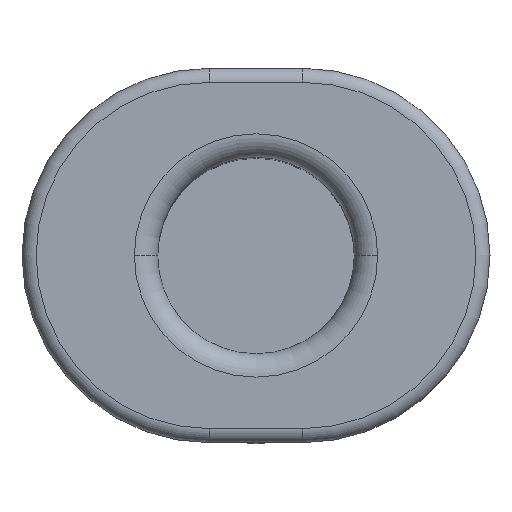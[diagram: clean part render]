
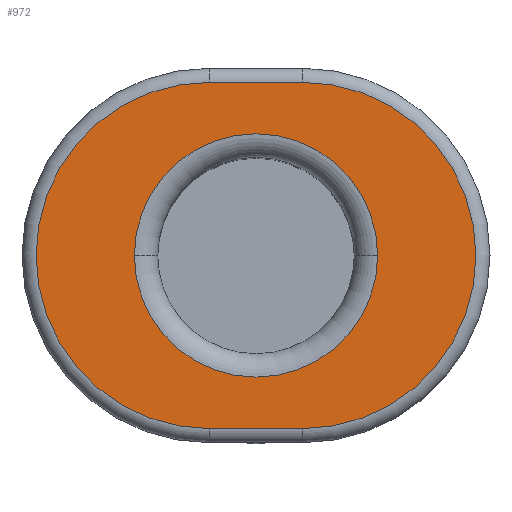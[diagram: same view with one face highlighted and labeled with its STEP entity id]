
A CAD part, top view. The second image highlights one B-rep face of the part: STEP entity #972.
In plain terms, the highlighted face is planar.
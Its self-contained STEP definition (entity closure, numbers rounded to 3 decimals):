
#864=CARTESIAN_POINT('',(2.6,-8.95,0.));
#865=VERTEX_POINT('',#864);
#873=CARTESIAN_POINT('',(-2.6,-8.95,0.));
#874=VERTEX_POINT('',#873);
#875=CARTESIAN_POINT('',(0.0,-8.95,0.));
#876=DIRECTION('',(0.0,-1.0,0.0));
#877=DIRECTION('',(1.0,0.0,0.0));
#878=AXIS2_PLACEMENT_3D('',#875,#876,#877);
#879=CIRCLE('',#878,2.6);
#880=EDGE_CURVE('',#865,#874,#879,.T.);
#917=CARTESIAN_POINT('',(0.0,-8.95,0.));
#918=DIRECTION('',(0.0,-1.0,0.0));
#919=DIRECTION('',(1.0,0.0,0.0));
#920=AXIS2_PLACEMENT_3D('',#917,#918,#919);
#921=CIRCLE('',#920,2.6);
#922=EDGE_CURVE('',#874,#865,#921,.T.);
#927=CARTESIAN_POINT('',(0.,-8.95,0.));
#928=DIRECTION('',(0.0,1.0,0.0));
#929=DIRECTION('',(1.0,0.0,0.0));
#930=AXIS2_PLACEMENT_3D('',#927,#928,#929);
#931=PLANE('',#930);
#932=CARTESIAN_POINT('',(-1.0,-8.95,-3.7));
#933=VERTEX_POINT('',#932);
#934=CARTESIAN_POINT('',(-1.,-8.95,3.7));
#935=VERTEX_POINT('',#934);
#936=CARTESIAN_POINT('',(-1.0,-8.95,0.));
#937=DIRECTION('',(0.0,1.0,0.0));
#938=DIRECTION('',(-1.0,0.0,0.0));
#939=AXIS2_PLACEMENT_3D('',#936,#937,#938);
#940=CIRCLE('',#939,3.7);
#941=EDGE_CURVE('',#933,#935,#940,.T.);
#942=ORIENTED_EDGE('',*,*,#941,.F.);
#943=CARTESIAN_POINT('',(1.0,-8.95,-3.7));
#944=VERTEX_POINT('',#943);
#945=CARTESIAN_POINT('',(1.0,-8.95,-3.7));
#946=DIRECTION('',(-1.0,0.0,0.0));
#947=VECTOR('',#946,2.0);
#948=LINE('',#945,#947);
#949=EDGE_CURVE('',#944,#933,#948,.T.);
#950=ORIENTED_EDGE('',*,*,#949,.F.);
#951=CARTESIAN_POINT('',(1.,-8.95,3.7));
#952=VERTEX_POINT('',#951);
#953=CARTESIAN_POINT('',(1.0,-8.95,0.));
#954=DIRECTION('',(0.,1.0,0.));
#955=DIRECTION('',(1.0,0.,0.));
#956=AXIS2_PLACEMENT_3D('',#953,#954,#955);
#957=CIRCLE('',#956,3.7);
#958=EDGE_CURVE('',#952,#944,#957,.T.);
#959=ORIENTED_EDGE('',*,*,#958,.F.);
#960=CARTESIAN_POINT('',(-1.,-8.95,3.7));
#961=DIRECTION('',(1.0,0.0,0.0));
#962=VECTOR('',#961,2.);
#963=LINE('',#960,#962);
#964=EDGE_CURVE('',#935,#952,#963,.T.);
#965=ORIENTED_EDGE('',*,*,#964,.F.);
#966=EDGE_LOOP('',(#942,#950,#959,#965));
#967=FACE_OUTER_BOUND('',#966,.T.);
#968=ORIENTED_EDGE('',*,*,#922,.F.);
#969=ORIENTED_EDGE('',*,*,#880,.F.);
#970=EDGE_LOOP('',(#968,#969));
#971=FACE_BOUND('',#970,.T.);
#972=ADVANCED_FACE('',(#967,#971),#931,.F.);
